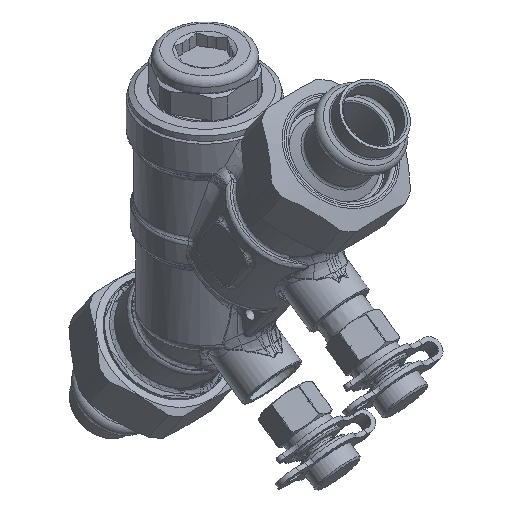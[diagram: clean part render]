
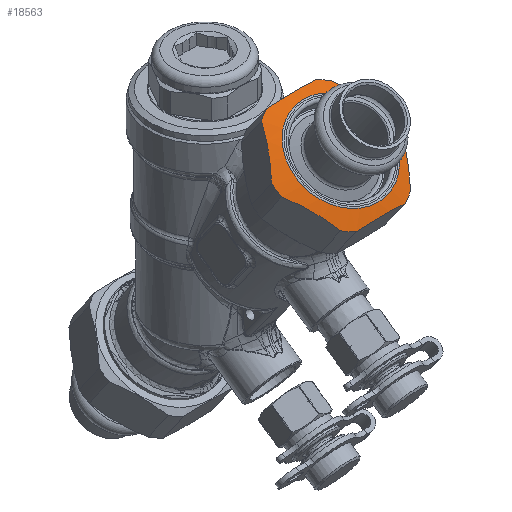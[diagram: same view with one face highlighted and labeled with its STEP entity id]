
A CAD part, isometric view. The second image highlights one B-rep face of the part: STEP entity #18563.
In plain terms, the highlighted conical face has half-angle 60 degrees and reference radius 17.78 mm.
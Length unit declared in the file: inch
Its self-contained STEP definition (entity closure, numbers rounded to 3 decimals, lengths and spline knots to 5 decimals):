
#934=(
BOUNDED_CURVE()
B_SPLINE_CURVE(2,(#139159,#139160,#139161),.UNSPECIFIED.,.F.,.F.)
B_SPLINE_CURVE_WITH_KNOTS((3,3),(0.,1.67512),.UNSPECIFIED.)
CURVE()
GEOMETRIC_REPRESENTATION_ITEM()
RATIONAL_B_SPLINE_CURVE((1.,1.096,1.))
REPRESENTATION_ITEM('')
);
#935=(
BOUNDED_CURVE()
B_SPLINE_CURVE(2,(#139165,#139166,#139167),.UNSPECIFIED.,.F.,.F.)
B_SPLINE_CURVE_WITH_KNOTS((3,3),(0.,1.67512),.UNSPECIFIED.)
CURVE()
GEOMETRIC_REPRESENTATION_ITEM()
RATIONAL_B_SPLINE_CURVE((1.,1.096,1.))
REPRESENTATION_ITEM('')
);
#936=(
BOUNDED_CURVE()
B_SPLINE_CURVE(2,(#139171,#139172,#139173),.UNSPECIFIED.,.F.,.F.)
B_SPLINE_CURVE_WITH_KNOTS((3,3),(0.,1.67512),.UNSPECIFIED.)
CURVE()
GEOMETRIC_REPRESENTATION_ITEM()
RATIONAL_B_SPLINE_CURVE((1.,1.096,1.))
REPRESENTATION_ITEM('')
);
#937=(
BOUNDED_CURVE()
B_SPLINE_CURVE(2,(#139177,#139178,#139179),.UNSPECIFIED.,.F.,.F.)
B_SPLINE_CURVE_WITH_KNOTS((3,3),(0.,1.67512),.UNSPECIFIED.)
CURVE()
GEOMETRIC_REPRESENTATION_ITEM()
RATIONAL_B_SPLINE_CURVE((1.,1.096,1.))
REPRESENTATION_ITEM('')
);
#938=(
BOUNDED_CURVE()
B_SPLINE_CURVE(2,(#139183,#139184,#139185),.UNSPECIFIED.,.F.,.F.)
B_SPLINE_CURVE_WITH_KNOTS((3,3),(0.,1.67512),.UNSPECIFIED.)
CURVE()
GEOMETRIC_REPRESENTATION_ITEM()
RATIONAL_B_SPLINE_CURVE((1.,1.096,1.))
REPRESENTATION_ITEM('')
);
#939=(
BOUNDED_CURVE()
B_SPLINE_CURVE(2,(#139189,#139190,#139191),.UNSPECIFIED.,.F.,.F.)
B_SPLINE_CURVE_WITH_KNOTS((3,3),(0.,1.67512),.UNSPECIFIED.)
CURVE()
GEOMETRIC_REPRESENTATION_ITEM()
RATIONAL_B_SPLINE_CURVE((1.,1.096,1.))
REPRESENTATION_ITEM('')
);
#2319=CONICAL_SURFACE('',#19866,0.7,1.047);
#3557=FACE_OUTER_BOUND('',#4726,.T.);
#4726=EDGE_LOOP('',(#15814,#15815,#15816,#15817,#15818,#15819,#15820,#15821,
#15822,#15823,#15824,#15825,#15826,#15827,#15828,#15829));
#5554=CIRCLE('',#19863,0.60928);
#5556=CIRCLE('',#19867,0.8);
#5557=CIRCLE('',#19868,0.8);
#5558=CIRCLE('',#19869,0.8);
#5559=CIRCLE('',#19870,0.8);
#5560=CIRCLE('',#19871,0.8);
#5561=CIRCLE('',#19872,0.8);
#5562=CIRCLE('',#19873,0.8);
#6005=LINE('',#139155,#6396);
#6396=VECTOR('',#22781,0.7);
#7947=VERTEX_POINT('',#139147);
#7949=VERTEX_POINT('',#139154);
#7950=VERTEX_POINT('',#139156);
#7951=VERTEX_POINT('',#139158);
#7952=VERTEX_POINT('',#139162);
#7953=VERTEX_POINT('',#139164);
#7954=VERTEX_POINT('',#139168);
#7955=VERTEX_POINT('',#139170);
#7956=VERTEX_POINT('',#139174);
#7957=VERTEX_POINT('',#139176);
#7958=VERTEX_POINT('',#139180);
#7959=VERTEX_POINT('',#139182);
#7960=VERTEX_POINT('',#139186);
#7961=VERTEX_POINT('',#139188);
#10584=EDGE_CURVE('',#7947,#7947,#5554,.T.);
#10586=EDGE_CURVE('',#7947,#7949,#6005,.T.);
#10587=EDGE_CURVE('',#7950,#7949,#5556,.T.);
#10588=EDGE_CURVE('',#7951,#7950,#934,.T.);
#10589=EDGE_CURVE('',#7952,#7951,#5557,.T.);
#10590=EDGE_CURVE('',#7953,#7952,#935,.T.);
#10591=EDGE_CURVE('',#7954,#7953,#5558,.T.);
#10592=EDGE_CURVE('',#7955,#7954,#936,.T.);
#10593=EDGE_CURVE('',#7956,#7955,#5559,.T.);
#10594=EDGE_CURVE('',#7957,#7956,#937,.T.);
#10595=EDGE_CURVE('',#7958,#7957,#5560,.T.);
#10596=EDGE_CURVE('',#7959,#7958,#938,.T.);
#10597=EDGE_CURVE('',#7960,#7959,#5561,.T.);
#10598=EDGE_CURVE('',#7961,#7960,#939,.T.);
#10599=EDGE_CURVE('',#7949,#7961,#5562,.T.);
#15814=ORIENTED_EDGE('',*,*,#10584,.F.);
#15815=ORIENTED_EDGE('',*,*,#10586,.T.);
#15816=ORIENTED_EDGE('',*,*,#10587,.F.);
#15817=ORIENTED_EDGE('',*,*,#10588,.F.);
#15818=ORIENTED_EDGE('',*,*,#10589,.F.);
#15819=ORIENTED_EDGE('',*,*,#10590,.F.);
#15820=ORIENTED_EDGE('',*,*,#10591,.F.);
#15821=ORIENTED_EDGE('',*,*,#10592,.F.);
#15822=ORIENTED_EDGE('',*,*,#10593,.F.);
#15823=ORIENTED_EDGE('',*,*,#10594,.F.);
#15824=ORIENTED_EDGE('',*,*,#10595,.F.);
#15825=ORIENTED_EDGE('',*,*,#10596,.F.);
#15826=ORIENTED_EDGE('',*,*,#10597,.F.);
#15827=ORIENTED_EDGE('',*,*,#10598,.F.);
#15828=ORIENTED_EDGE('',*,*,#10599,.F.);
#15829=ORIENTED_EDGE('',*,*,#10586,.F.);
#18563=ADVANCED_FACE('',(#3557),#2319,.T.);
#19863=AXIS2_PLACEMENT_3D('',#139149,#22773,#22774);
#19866=AXIS2_PLACEMENT_3D('',#139153,#22779,#22780);
#19867=AXIS2_PLACEMENT_3D('',#139157,#22782,#22783);
#19868=AXIS2_PLACEMENT_3D('',#139163,#22784,#22785);
#19869=AXIS2_PLACEMENT_3D('',#139169,#22786,#22787);
#19870=AXIS2_PLACEMENT_3D('',#139175,#22788,#22789);
#19871=AXIS2_PLACEMENT_3D('',#139181,#22790,#22791);
#19872=AXIS2_PLACEMENT_3D('',#139187,#22792,#22793);
#19873=AXIS2_PLACEMENT_3D('',#139192,#22794,#22795);
#22773=DIRECTION('center_axis',(0.,-0.574,
0.819));
#22774=DIRECTION('ref_axis',(-1.,0.,0.));
#22779=DIRECTION('center_axis',(0.,0.574,
-0.819));
#22780=DIRECTION('ref_axis',(1.,0.,0.));
#22781=DIRECTION('',(-0.866,0.287,-0.41));
#22782=DIRECTION('center_axis',(0.,0.574,
-0.819));
#22783=DIRECTION('ref_axis',(-1.,0.,0.));
#22784=DIRECTION('center_axis',(0.,0.574,
-0.819));
#22785=DIRECTION('ref_axis',(-1.,0.,0.));
#22786=DIRECTION('center_axis',(0.,0.574,
-0.819));
#22787=DIRECTION('ref_axis',(-1.,0.,0.));
#22788=DIRECTION('center_axis',(0.,0.574,
-0.819));
#22789=DIRECTION('ref_axis',(-1.,0.,0.));
#22790=DIRECTION('center_axis',(0.,0.574,
-0.819));
#22791=DIRECTION('ref_axis',(-1.,0.,0.));
#22792=DIRECTION('center_axis',(0.,0.574,
-0.819));
#22793=DIRECTION('ref_axis',(-1.,0.,0.));
#22794=DIRECTION('center_axis',(0.,0.574,
-0.819));
#22795=DIRECTION('ref_axis',(-1.,0.,0.));
#139147=CARTESIAN_POINT('',(-0.60928,-1.82019,0.19973));
#139149=CARTESIAN_POINT('Origin',(0.,-1.82019,
0.19973));
#139153=CARTESIAN_POINT('Origin',(0.,-1.79015,
0.15683));
#139154=CARTESIAN_POINT('',(-0.8,-1.75703,0.10953));
#139155=CARTESIAN_POINT('',(-0.7,-1.79015,0.15683));
#139156=CARTESIAN_POINT('',(-0.79583,-1.82386,0.06274));
#139157=CARTESIAN_POINT('Origin',(0.,-1.75703,
0.10953));
#139158=CARTESIAN_POINT('',(-0.46857,-2.28818,-0.26238));
#139159=CARTESIAN_POINT('Ctrl Pts',(-0.46857,-2.28818,
-0.26238));
#139160=CARTESIAN_POINT('Ctrl Pts',(-0.6322,-2.10036,
-0.03651));
#139161=CARTESIAN_POINT('Ctrl Pts',(-0.79583,-1.82386,
0.06274));
#139162=CARTESIAN_POINT('',(-0.32726,-2.35501,-0.30918));
#139163=CARTESIAN_POINT('Origin',(0.,-1.75703,
0.10953));
#139164=CARTESIAN_POINT('',(0.32726,-2.35501,-0.30918));
#139165=CARTESIAN_POINT('Ctrl Pts',(0.32726,-2.35501,
-0.30918));
#139166=CARTESIAN_POINT('Ctrl Pts',(0.,-2.39935,
-0.24586));
#139167=CARTESIAN_POINT('Ctrl Pts',(-0.32726,-2.35501,
-0.30918));
#139168=CARTESIAN_POINT('',(0.46857,-2.28818,-0.26238));
#139169=CARTESIAN_POINT('Origin',(0.,-1.75703,
0.10953));
#139170=CARTESIAN_POINT('',(0.79583,-1.82386,0.06274));
#139171=CARTESIAN_POINT('Ctrl Pts',(0.79583,-1.82386,
0.06274));
#139172=CARTESIAN_POINT('Ctrl Pts',(0.6322,-2.10036,
-0.03651));
#139173=CARTESIAN_POINT('Ctrl Pts',(0.46857,-2.28818,
-0.26238));
#139174=CARTESIAN_POINT('',(0.79583,-1.6902,0.15633));
#139175=CARTESIAN_POINT('Origin',(0.,-1.75703,
0.10953));
#139176=CARTESIAN_POINT('',(0.46857,-1.22588,0.48145));
#139177=CARTESIAN_POINT('Ctrl Pts',(0.46857,-1.22588,
0.48145));
#139178=CARTESIAN_POINT('Ctrl Pts',(0.6322,-1.50238,
0.3822));
#139179=CARTESIAN_POINT('Ctrl Pts',(0.79583,-1.6902,
0.15633));
#139180=CARTESIAN_POINT('',(0.32726,-1.15905,0.52824));
#139181=CARTESIAN_POINT('Origin',(0.,-1.75703,
0.10953));
#139182=CARTESIAN_POINT('',(-0.32726,-1.15905,0.52824));
#139183=CARTESIAN_POINT('Ctrl Pts',(-0.32726,-1.15905,
0.52824));
#139184=CARTESIAN_POINT('Ctrl Pts',(0.,-1.20339,
0.59156));
#139185=CARTESIAN_POINT('Ctrl Pts',(0.32726,-1.15905,
0.52824));
#139186=CARTESIAN_POINT('',(-0.46857,-1.22588,0.48145));
#139187=CARTESIAN_POINT('Origin',(0.,-1.75703,
0.10953));
#139188=CARTESIAN_POINT('',(-0.79583,-1.6902,0.15633));
#139189=CARTESIAN_POINT('Ctrl Pts',(-0.79583,-1.6902,
0.15633));
#139190=CARTESIAN_POINT('Ctrl Pts',(-0.6322,-1.50238,
0.3822));
#139191=CARTESIAN_POINT('Ctrl Pts',(-0.46857,-1.22588,
0.48145));
#139192=CARTESIAN_POINT('Origin',(0.,-1.75703,
0.10953));
